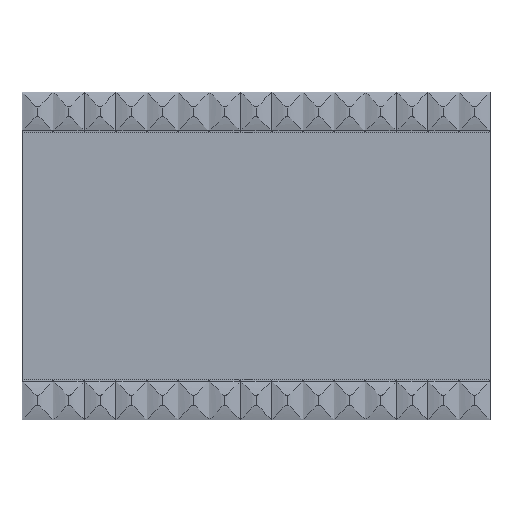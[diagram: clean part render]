
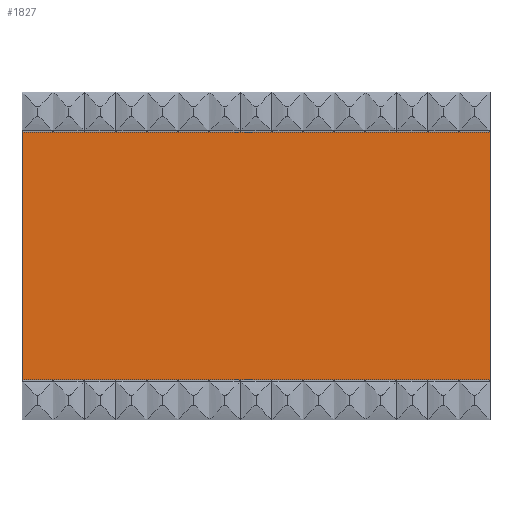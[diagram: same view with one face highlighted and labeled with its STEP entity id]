
A CAD part, top view. The second image highlights one B-rep face of the part: STEP entity #1827.
In plain terms, the highlighted planar face has unit normal (0, 0, 1).
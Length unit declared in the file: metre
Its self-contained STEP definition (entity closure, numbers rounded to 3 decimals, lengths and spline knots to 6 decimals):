
#15=PLANE('',#1912);
#110=LINE('',#2057,#216);
#141=LINE('',#2419,#247);
#152=LINE('',#4072,#258);
#153=LINE('',#4073,#259);
#216=VECTOR('',#1921,1.);
#247=VECTOR('',#1958,1.);
#258=VECTOR('',#1979,1.);
#259=VECTOR('',#1980,1.);
#590=ORIENTED_EDGE('',*,*,#1144,.F.);
#591=ORIENTED_EDGE('',*,*,#1008,.T.);
#592=ORIENTED_EDGE('',*,*,#1145,.T.);
#593=ORIENTED_EDGE('',*,*,#916,.T.);
#916=EDGE_CURVE('',#1211,#1210,#110,.F.);
#1008=EDGE_CURVE('',#1303,#1302,#141,.F.);
#1144=EDGE_CURVE('',#1303,#1210,#152,.T.);
#1145=EDGE_CURVE('',#1302,#1211,#153,.T.);
#1210=VERTEX_POINT('',#2056);
#1211=VERTEX_POINT('',#2058);
#1302=VERTEX_POINT('',#2418);
#1303=VERTEX_POINT('',#2420);
#1625=EDGE_LOOP('',(#590,#591,#592,#593));
#1725=FACE_BOUND('',#1625,.T.);
#1827=ADVANCED_FACE('',(#1725),#15,.F.);
#1912=AXIS2_PLACEMENT_3D('',#4071,#1977,#1978);
#1921=DIRECTION('',(-1.,0.,0.));
#1958=DIRECTION('',(1.,0.,0.));
#1977=DIRECTION('',(0.,0.,-1.));
#1978=DIRECTION('',(-1.,0.,0.));
#1979=DIRECTION('',(0.,-1.,0.));
#1980=DIRECTION('',(0.,-1.,0.));
#2056=CARTESIAN_POINT('',(0.15,-0.079267,0.0015));
#2057=CARTESIAN_POINT('',(0.15,-0.079267,0.0015));
#2058=CARTESIAN_POINT('',(-0.15,-0.079267,0.0015));
#2418=CARTESIAN_POINT('',(-0.15,0.079267,0.0015));
#2419=CARTESIAN_POINT('',(0.15,0.079267,0.0015));
#2420=CARTESIAN_POINT('',(0.15,0.079267,0.0015));
#4071=CARTESIAN_POINT('',(0.15,0.,0.0015));
#4072=CARTESIAN_POINT('',(0.15,0.,0.0015));
#4073=CARTESIAN_POINT('',(-0.15,0.,0.0015));
